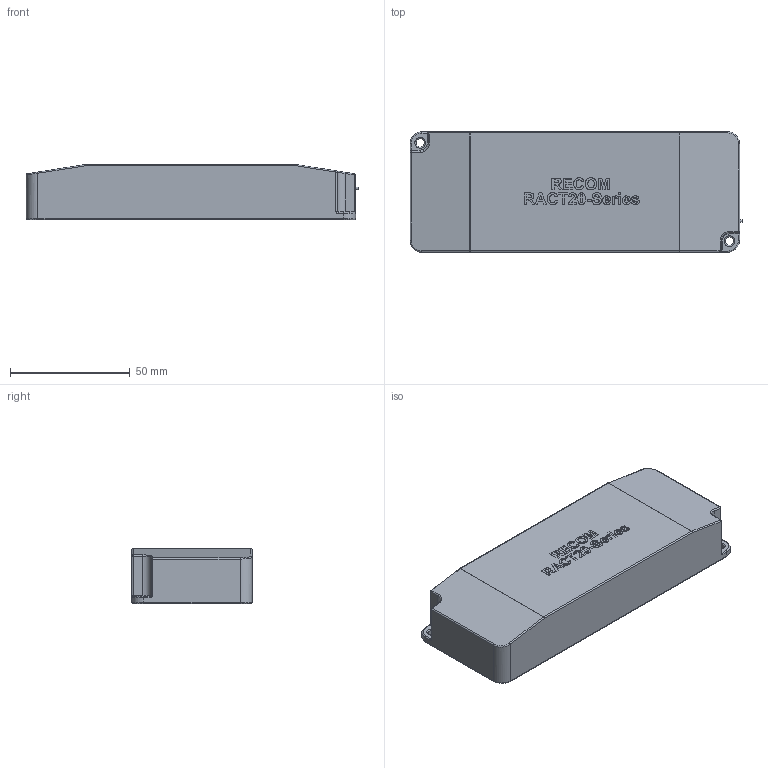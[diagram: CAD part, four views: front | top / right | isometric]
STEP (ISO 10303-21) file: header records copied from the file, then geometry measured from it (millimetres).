
FILE_DESCRIPTION( ( 'Unknown' ), '1' );
FILE_NAME( 'RACT20.stp', 'Unknown', ( 'Unknown' ), ( 'Unknown' ), 'XStep 1.0', 'Unknown', ' ' );
FILE_SCHEMA( ( 'automotive_design' ) );
Length unit declared in the file: millimetre
Products named in the file (1): 1
Bounding box: 138.5 x 50.2 x 23 mm (x, y, z)
Volume: 151361.3 mm3; surface area: 21621.8 mm2
Topology: 1 solids, 1 shells, 242 faces, 578 edges, 362 vertices
Faces by surface type: plane 136, cylinder 44, extrusion 31, torus 19, sphere 8, bspline 4
Full cylindrical faces by diameter (mm): 1 x1, 3.5 x2, 5.5 x1
Entity records: 10712 total; most frequent: CARTESIAN_POINT 3657, ORIENTED_EDGE 1116, DIRECTION 870, EDGE_CURVE 558, VERTEX_POINT 359, AXIS2_PLACEMENT_3D 317, EDGE_LOOP 287, B_SPLINE_CURVE_WITH_KNOTS 275
